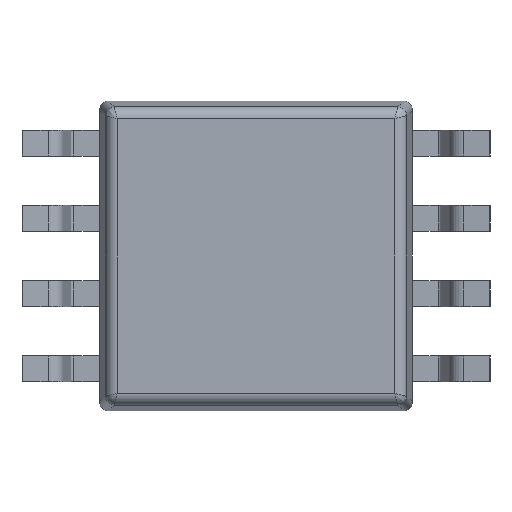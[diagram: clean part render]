
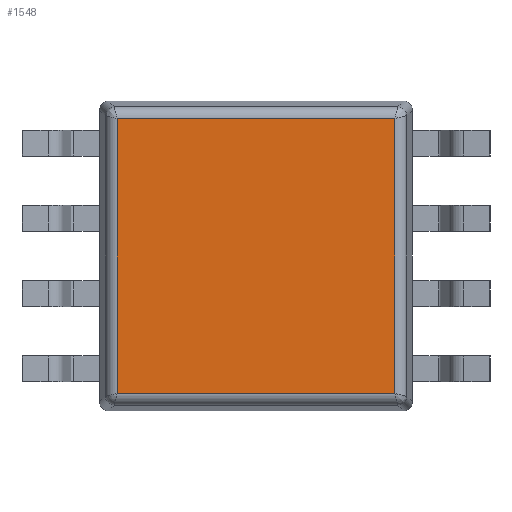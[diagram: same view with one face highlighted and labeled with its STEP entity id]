
A CAD part, front view. The second image highlights one B-rep face of the part: STEP entity #1548.
In plain terms, the highlighted planar face has unit normal (0, -1, 0).
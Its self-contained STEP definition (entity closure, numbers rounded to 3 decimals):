
#50 = EDGE_CURVE ( 'NONE', #1761, #1651, #3537, .T. ) ;
#346 = ORIENTED_EDGE ( 'NONE', *, *, #4487, .T. ) ;
#771 = VECTOR ( 'NONE', #4382, 1000. ) ;
#854 = DIRECTION ( 'NONE',  ( -1., 0., 0. ) ) ;
#1010 = CARTESIAN_POINT ( 'NONE',  ( 0., 0.2, 0. ) ) ;
#1168 = AXIS2_PLACEMENT_3D ( 'NONE', #1010, #3727, #1874 ) ;
#1178 = EDGE_LOOP ( 'NONE', ( #2819, #346, #1756, #4810 ) ) ;
#1362 = CARTESIAN_POINT ( 'NONE',  ( -2.344, 0.2, -2.319 ) ) ;
#1548 = ADVANCED_FACE ( 'NONE', ( #2579 ), #4136, .T. ) ;
#1651 = VERTEX_POINT ( 'NONE', #4693 ) ;
#1756 = ORIENTED_EDGE ( 'NONE', *, *, #4739, .T. ) ;
#1761 = VERTEX_POINT ( 'NONE', #2174 ) ;
#1874 = DIRECTION ( 'NONE',  ( 0., 0., -1. ) ) ;
#2077 = LINE ( 'NONE', #2851, #4769 ) ;
#2174 = CARTESIAN_POINT ( 'NONE',  ( 2.344, 0.2, -2.319 ) ) ;
#2579 = FACE_OUTER_BOUND ( 'NONE', #1178, .T. ) ;
#2655 = VECTOR ( 'NONE', #4284, 1000. ) ;
#2719 = CARTESIAN_POINT ( 'NONE',  ( -2.344, 0.2, -2.344 ) ) ;
#2819 = ORIENTED_EDGE ( 'NONE', *, *, #4647, .T. ) ;
#2837 = VERTEX_POINT ( 'NONE', #1362 ) ;
#2851 = CARTESIAN_POINT ( 'NONE',  ( -2.369, 0.2, 2.319 ) ) ;
#3206 = LINE ( 'NONE', #4762, #771 ) ;
#3306 = CARTESIAN_POINT ( 'NONE',  ( -2.344, 0.2, 2.319 ) ) ;
#3537 = LINE ( 'NONE', #3916, #2655 ) ;
#3727 = DIRECTION ( 'NONE',  ( 0., -1., 0. ) ) ;
#3916 = CARTESIAN_POINT ( 'NONE',  ( 2.344, 0.2, 2.344 ) ) ;
#4136 = PLANE ( 'NONE',  #1168 ) ;
#4230 = LINE ( 'NONE', #2719, #4600 ) ;
#4284 = DIRECTION ( 'NONE',  ( 0., 0., 1. ) ) ;
#4382 = DIRECTION ( 'NONE',  ( 1., 0., 0. ) ) ;
#4487 = EDGE_CURVE ( 'NONE', #4758, #2837, #4230, .T. ) ;
#4600 = VECTOR ( 'NONE', #4686, 1000. ) ;
#4647 = EDGE_CURVE ( 'NONE', #1651, #4758, #2077, .T. ) ;
#4686 = DIRECTION ( 'NONE',  ( 0., 0., -1. ) ) ;
#4693 = CARTESIAN_POINT ( 'NONE',  ( 2.344, 0.2, 2.319 ) ) ;
#4739 = EDGE_CURVE ( 'NONE', #2837, #1761, #3206, .T. ) ;
#4758 = VERTEX_POINT ( 'NONE', #3306 ) ;
#4762 = CARTESIAN_POINT ( 'NONE',  ( 2.369, 0.2, -2.319 ) ) ;
#4769 = VECTOR ( 'NONE', #854, 1000. ) ;
#4810 = ORIENTED_EDGE ( 'NONE', *, *, #50, .T. ) ;
